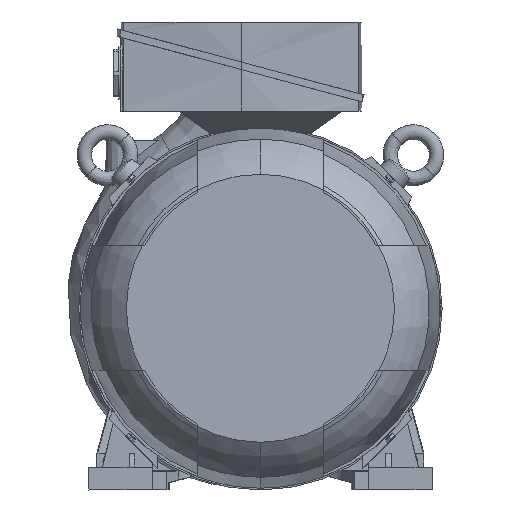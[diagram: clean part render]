
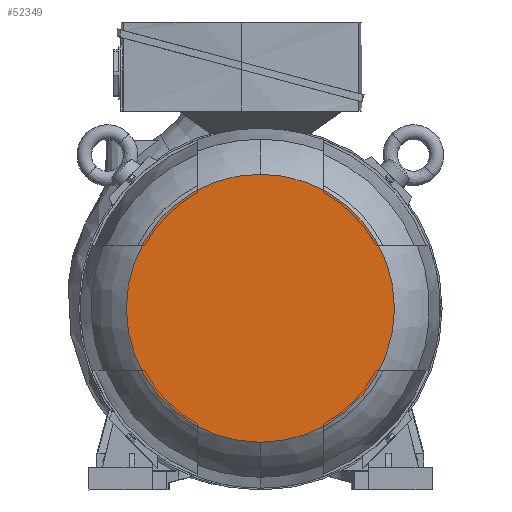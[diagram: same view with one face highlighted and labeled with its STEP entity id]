
A CAD part, left-side view. The second image highlights one B-rep face of the part: STEP entity #52349.
In plain terms, the highlighted planar face has unit normal (-1, 0, 0).
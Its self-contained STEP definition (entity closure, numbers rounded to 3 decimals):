
#7530 = CARTESIAN_POINT ( 'NONE',  ( -549., 0., 0. ) ) ;
#10298 = AXIS2_PLACEMENT_3D ( 'NONE', #7530, #64331, #119849 ) ;
#10731 = DIRECTION ( 'NONE',  ( 1., 0., 0. ) ) ;
#11334 = EDGE_CURVE ( 'NONE', #56343, #92819, #75814, .T. ) ;
#28045 = EDGE_LOOP ( 'NONE', ( #51696, #31182 ) ) ;
#31182 = ORIENTED_EDGE ( 'NONE', *, *, #36950, .F. ) ;
#36950 = EDGE_CURVE ( 'NONE', #92819, #56343, #80032, .T. ) ;
#39424 = DIRECTION ( 'NONE',  ( 0., 0., 1. ) ) ;
#51696 = ORIENTED_EDGE ( 'NONE', *, *, #11334, .F. ) ;
#52349 = ADVANCED_FACE ( 'NONE', ( #60971 ), #80893, .T. ) ;
#56343 = VERTEX_POINT ( 'NONE', #78732 ) ;
#60971 = FACE_OUTER_BOUND ( 'NONE', #28045, .T. ) ;
#64331 = DIRECTION ( 'NONE',  ( 1., 0., 0. ) ) ;
#75814 = CIRCLE ( 'NONE', #91744, 147.5 ) ;
#78732 = CARTESIAN_POINT ( 'NONE',  ( -549., 0., 147.5 ) ) ;
#80032 = CIRCLE ( 'NONE', #10298, 147.5 ) ;
#80893 = PLANE ( 'NONE',  #115766 ) ;
#88004 = CARTESIAN_POINT ( 'NONE',  ( -549., 0., -147.5 ) ) ;
#91744 = AXIS2_PLACEMENT_3D ( 'NONE', #105575, #10731, #39424 ) ;
#92819 = VERTEX_POINT ( 'NONE', #88004 ) ;
#105575 = CARTESIAN_POINT ( 'NONE',  ( -549., 0., 0. ) ) ;
#107763 = DIRECTION ( 'NONE',  ( -1., 0., 0. ) ) ;
#109599 = CARTESIAN_POINT ( 'NONE',  ( -549., -162.25, -162.25 ) ) ;
#115766 = AXIS2_PLACEMENT_3D ( 'NONE', #109599, #107763, #118943 ) ;
#118943 = DIRECTION ( 'NONE',  ( 0., 0., 1. ) ) ;
#119849 = DIRECTION ( 'NONE',  ( 0., 0., 1. ) ) ;
